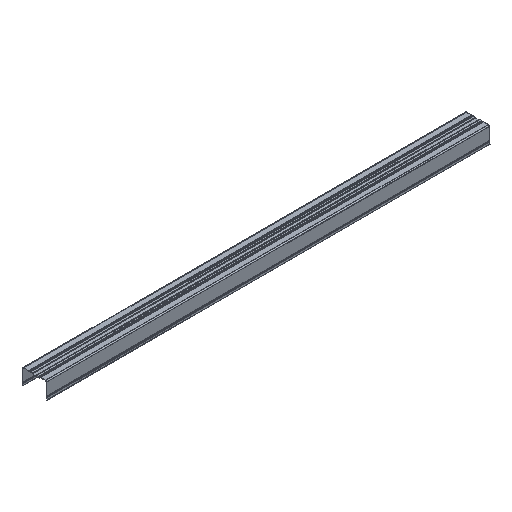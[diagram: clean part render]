
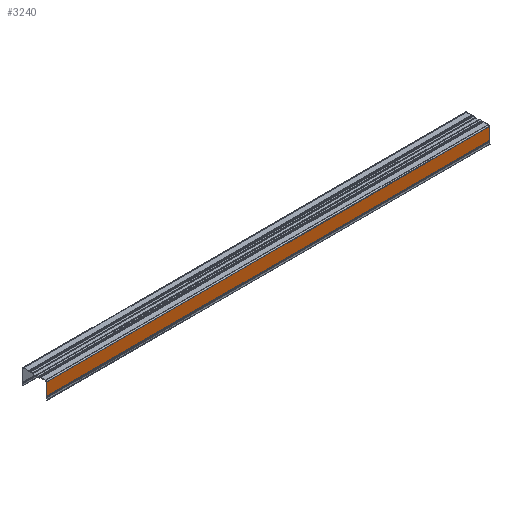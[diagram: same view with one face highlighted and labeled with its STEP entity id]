
A CAD part, isometric view. The second image highlights one B-rep face of the part: STEP entity #3240.
In plain terms, the highlighted planar face has unit normal (0, -0.999, 0.035).
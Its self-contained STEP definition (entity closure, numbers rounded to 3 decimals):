
#3090=AXIS2_PLACEMENT_3D('Plane Axis2P3D',#3087,#3088,#3089) ;
#3087=CARTESIAN_POINT('Axis2P3D Location',(2000.,0.33,9.348)) ;
#3192=CARTESIAN_POINT('Vertex',(2000.,0.493,13.947)) ;
#3195=CARTESIAN_POINT('Line Origine',(1000.,0.493,13.947)) ;
#3199=CARTESIAN_POINT('Vertex',(0.,0.493,13.947)) ;
#3215=CARTESIAN_POINT('Line Origine',(2000.,1.474,41.579)) ;
#3219=CARTESIAN_POINT('Vertex',(2000.,2.454,69.212)) ;
#3222=CARTESIAN_POINT('Line Origine',(1000.,2.454,69.212)) ;
#3226=CARTESIAN_POINT('Vertex',(0.,2.454,69.212)) ;
#3229=CARTESIAN_POINT('Line Origine',(0.,1.474,41.579)) ;
#3088=DIRECTION('Axis2P3D Direction',(0.,0.999,-0.035)) ;
#3089=DIRECTION('Axis2P3D XDirection',(0.,-0.035,-0.999)) ;
#3196=DIRECTION('Vector Direction',(-1.,0.,0.)) ;
#3216=DIRECTION('Vector Direction',(0.,-0.035,-0.999)) ;
#3223=DIRECTION('Vector Direction',(-1.,0.,0.)) ;
#3230=DIRECTION('Vector Direction',(0.,-0.035,-0.999)) ;
#3197=VECTOR('Line Direction',#3196,1.) ;
#3217=VECTOR('Line Direction',#3216,1.) ;
#3224=VECTOR('Line Direction',#3223,1.) ;
#3231=VECTOR('Line Direction',#3230,1.) ;
#3235=ORIENTED_EDGE('',*,*,#3201,.F.) ;
#3236=ORIENTED_EDGE('',*,*,#3221,.T.) ;
#3237=ORIENTED_EDGE('',*,*,#3228,.T.) ;
#3238=ORIENTED_EDGE('',*,*,#3233,.F.) ;
#3240=ADVANCED_FACE('ABDECKPROFIL',(#3239),#3091,.F.) ;
#3201=EDGE_CURVE('',#3193,#3200,#3198,.T.) ;
#3221=EDGE_CURVE('',#3193,#3220,#3218,.F.) ;
#3228=EDGE_CURVE('',#3220,#3227,#3225,.T.) ;
#3233=EDGE_CURVE('',#3200,#3227,#3232,.F.) ;
#3234=EDGE_LOOP('',(#3235,#3236,#3237,#3238)) ;
#3239=FACE_OUTER_BOUND('',#3234,.T.) ;
#3198=LINE('Line',#3195,#3197) ;
#3218=LINE('Line',#3215,#3217) ;
#3225=LINE('Line',#3222,#3224) ;
#3232=LINE('Line',#3229,#3231) ;
#3091=PLANE('',#3090) ;
#3193=VERTEX_POINT('',#3192) ;
#3200=VERTEX_POINT('',#3199) ;
#3220=VERTEX_POINT('',#3219) ;
#3227=VERTEX_POINT('',#3226) ;
